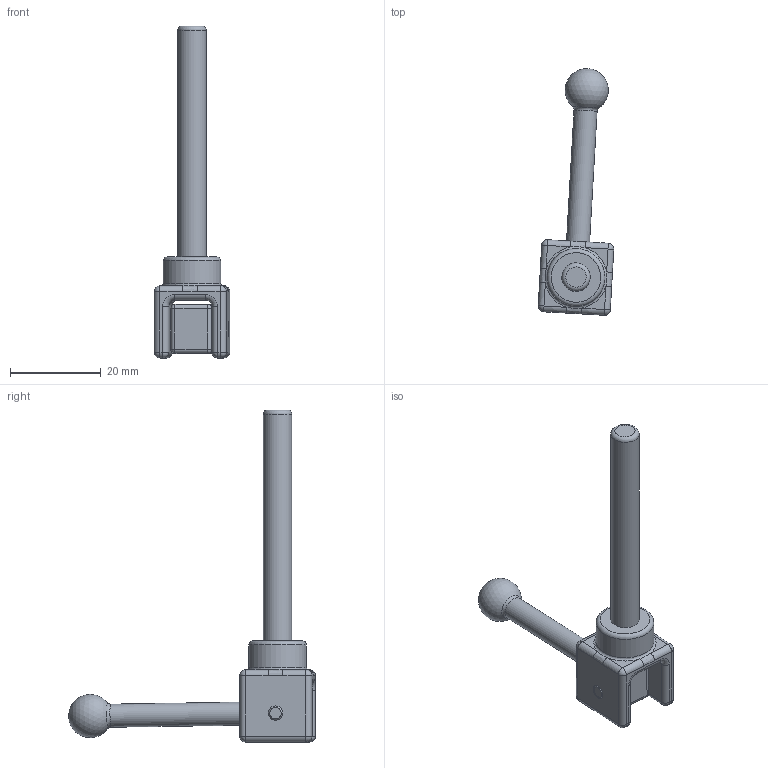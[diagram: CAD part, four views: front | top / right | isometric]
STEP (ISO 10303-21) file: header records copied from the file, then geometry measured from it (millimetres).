
FILE_DESCRIPTION(/* description */ ('STEP AP242','CAx-IF Rec.Pracs.---Representation and Presentation of Product Manufacturing Information (PMI)---4.0---2014-10-13','CAx-IF Rec.Pracs.---3D Tessellated Geometry---0.4---2014-09-14','2;1'),/* implementation_level */ '2;1');
FILE_NAME(/* name */ '6511a0dfb3721d21c42e150b',/* time_stamp */ '2023-09-25T15:01:52Z',/* author */ (''),/* organization */ (''),/* preprocessor_version */ 'ST-DEVELOPER v19.4',/* originating_system */ ' ',/* authorisation */ ' ');
FILE_SCHEMA (('AP242_MANAGED_MODEL_BASED_3D_ENGINEERING_MIM_LF { 1 0 10303 442 1 1 4 }'));
Length unit declared in the file: metre
Products named in the file (4): New Handle Sub; PIN, LOCKING HANDLE; NEW LOCKING HANDLE; NEW LOCKING SCREW
Assembly tree (3 placements, depth 2):
  New Handle Sub
    PIN, LOCKING HANDLE
    NEW LOCKING HANDLE
    NEW LOCKING SCREW
Bounding box: 16.61 x 54.26 x 73.03 mm (x, y, z)
Volume: 6086.5 mm3; surface area: 4183.6 mm2
Topology: 3 solids, 3 shells, 106 faces, 237 edges, 118 vertices
Faces by surface type: cylinder 47, plane 23, sphere 21, torus 9, bspline 4, cone 2
Full cylindrical faces by diameter (mm): 3.175 x4, 5.08 x1, 6.223 x1, 12.7 x1
Entity records: 2758 total; most frequent: DIRECTION 508, CARTESIAN_POINT 502, ORIENTED_EDGE 392, AXIS2_PLACEMENT_3D 214, EDGE_CURVE 196, EDGE_LOOP 128, FACE_BOUND 128, VERTEX_POINT 112
